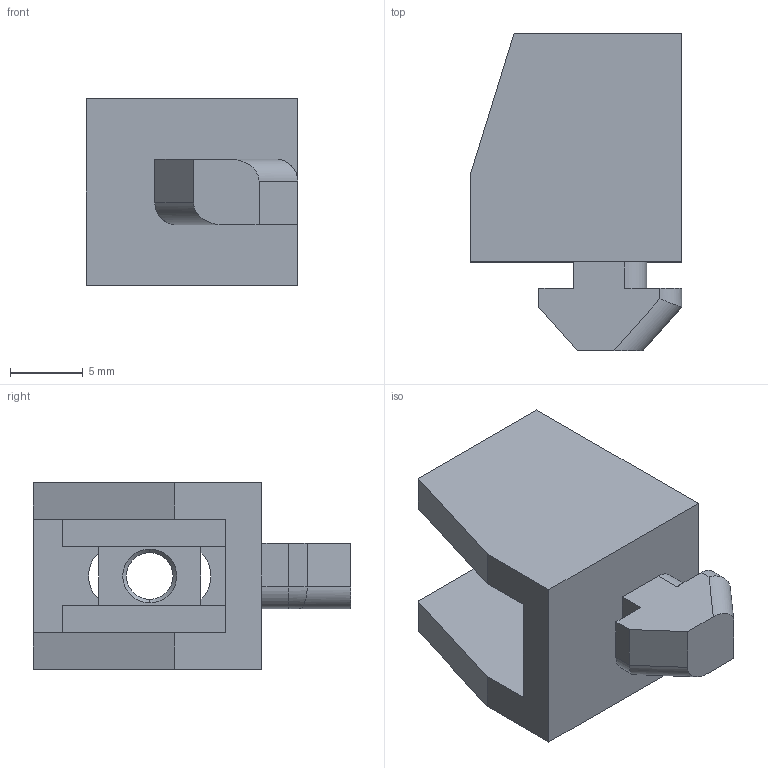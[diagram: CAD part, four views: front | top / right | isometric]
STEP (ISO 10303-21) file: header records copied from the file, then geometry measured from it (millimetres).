
FILE_DESCRIPTION (( 'STEP AP214' ), '1' );
FILE_NAME ('SNSD.30.52.28. Êðåïëåíèå äëÿ ïàíåëè ñ ðåçüáîé Ì4, ïàç 6(H37).STEP', '2015-01-16T10:54:30', ( 'XTreme.ws' ), ( 'XTreme.ws' ), 'SwSTEP 2.0', 'SolidWorks 2014', '' );
FILE_SCHEMA (( 'AUTOMOTIVE_DESIGN' ));
Length unit declared in the file: millimetre
Products named in the file (5): SNSD.30.51.91. Ãàéêà Ì6, (A13)A14D57H37_00; SNSD.30.52.28. Êðåïëåíèå äëÿ ïàíåëè ñ ðåçüáîé Ì4, ïàç 6(H37); SNSD.30.51.91. Êëèïñà âèíòîâàÿ äëÿ ïàíåëåé 30, ðåçüáà Ì6, ïàç 8(A13)A14D57H37_00; SNSD.30.51.91. Ãàéêà Ì6, (A13)A14D57H37; SNSD.30.51.91. Êëèïñà âèíòîâàÿ äëÿ ïàíåëåé 30, ðåçüáà Ì6, ïàç 8(A13)A14D57H37
Assembly tree (2 placements, depth 2):
  SNSD.30.52.28. Êðåïëåíèå äëÿ ïàíåëè ñ ðåçüáîé Ì4, ïàç 6(H37)
    SNSD.30.51.91. Êëèïñà âèíòîâàÿ äëÿ ïàíåëåé 30, ðåçüáà Ì6, ïàç 8(A13)A14D57H37_00
    SNSD.30.51.91. Ãàéêà Ì6, (A13)A14D57H37_00
  SNSD.30.51.91. Ãàéêà Ì6, (A13)A14D57H37
  SNSD.30.51.91. Êëèïñà âèíòîâàÿ äëÿ ïàíåëåé 30, ðåçüáà Ì6, ïàç 8(A13)A14D57H37
Bounding box: 14.5 x 21.8 x 12.8 mm (x, y, z)
Volume: 1808.2 mm3; surface area: 1855.8 mm2
Topology: 2 solids, 2 shells, 53 faces, 138 edges, 90 vertices
Faces by surface type: plane 39, cylinder 10, cone 4
Entity records: 1768 total; most frequent: CARTESIAN_POINT 299, ORIENTED_EDGE 276, DIRECTION 270, EDGE_CURVE 138, LINE 116, VECTOR 116, VERTEX_POINT 90, AXIS2_PLACEMENT_3D 77
